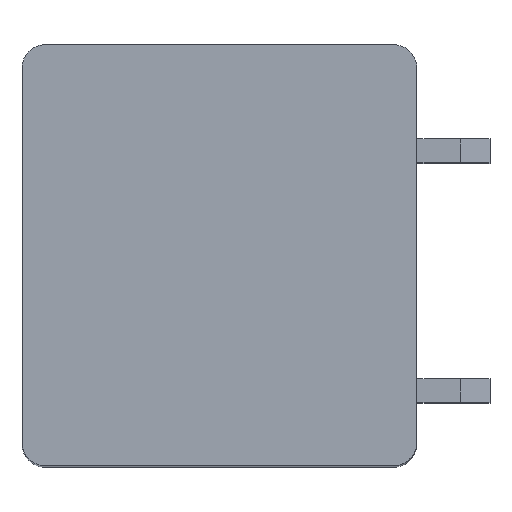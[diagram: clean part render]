
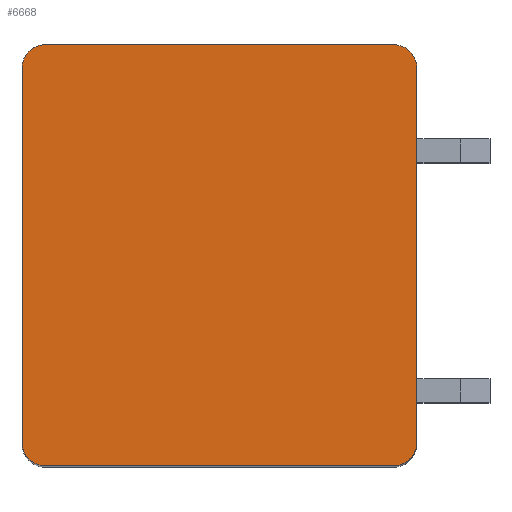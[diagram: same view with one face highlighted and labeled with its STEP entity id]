
A CAD part, top view. The second image highlights one B-rep face of the part: STEP entity #6668.
In plain terms, the highlighted planar face has unit normal (0, 0, 1).
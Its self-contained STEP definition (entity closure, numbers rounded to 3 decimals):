
#753=CARTESIAN_POINT('',(-5.95,6.4,1.75));
#754=DIRECTION('',(0.,0.,1.));
#755=DIRECTION('',(0.,1.,0.));
#756=AXIS2_PLACEMENT_3D('',#753,#754,#755);
#758=DIRECTION('',(-1.,0.,0.));
#759=VECTOR('',#758,11.9);
#760=CARTESIAN_POINT('',(5.95,7.2,1.75));
#761=LINE('',#760,#759);
#762=CARTESIAN_POINT('',(5.95,6.4,1.75));
#763=DIRECTION('',(0.,0.,1.));
#764=DIRECTION('',(1.,0.,0.));
#765=AXIS2_PLACEMENT_3D('',#762,#763,#764);
#767=DIRECTION('',(0.,1.,0.));
#768=VECTOR('',#767,12.8);
#769=CARTESIAN_POINT('',(6.75,-6.4,1.75));
#770=LINE('',#769,#768);
#771=CARTESIAN_POINT('',(5.95,-6.4,1.75));
#772=DIRECTION('',(0.,0.,1.));
#773=DIRECTION('',(0.,-1.,0.));
#774=AXIS2_PLACEMENT_3D('',#771,#772,#773);
#776=DIRECTION('',(1.,0.,0.));
#777=VECTOR('',#776,11.9);
#778=CARTESIAN_POINT('',(-5.95,-7.2,1.75));
#779=LINE('',#778,#777);
#780=CARTESIAN_POINT('',(-5.95,-6.4,1.75));
#781=DIRECTION('',(0.,0.,1.));
#782=DIRECTION('',(-1.,0.,0.));
#783=AXIS2_PLACEMENT_3D('',#780,#781,#782);
#785=DIRECTION('',(0.,-1.,0.));
#786=VECTOR('',#785,12.8);
#787=CARTESIAN_POINT('',(-6.75,6.4,1.75));
#788=LINE('',#787,#786);
#4968=CARTESIAN_POINT('',(-5.95,7.2,1.75));
#4969=VERTEX_POINT('',#4968);
#4970=CARTESIAN_POINT('',(-6.75,6.4,1.75));
#4971=VERTEX_POINT('',#4970);
#4976=CARTESIAN_POINT('',(6.75,6.4,1.75));
#4977=VERTEX_POINT('',#4976);
#4978=CARTESIAN_POINT('',(5.95,7.2,1.75));
#4979=VERTEX_POINT('',#4978);
#4984=CARTESIAN_POINT('',(-6.75,-6.4,1.75));
#4985=VERTEX_POINT('',#4984);
#4986=CARTESIAN_POINT('',(-5.95,-7.2,1.75));
#4987=VERTEX_POINT('',#4986);
#4992=CARTESIAN_POINT('',(5.95,-7.2,1.75));
#4993=VERTEX_POINT('',#4992);
#4994=CARTESIAN_POINT('',(6.75,-6.4,1.75));
#4995=VERTEX_POINT('',#4994);
#6653=CARTESIAN_POINT('',(0.,0.,1.75));
#6654=DIRECTION('',(0.,0.,1.));
#6655=DIRECTION('',(1.,0.,0.));
#6656=AXIS2_PLACEMENT_3D('',#6653,#6654,#6655);
#6657=PLANE('',#6656);
#6658=ORIENTED_EDGE('',*,*,#6165,.F.);
#6659=ORIENTED_EDGE('',*,*,#6181,.F.);
#6660=ORIENTED_EDGE('',*,*,#6418,.F.);
#6661=ORIENTED_EDGE('',*,*,#6433,.F.);
#6662=ORIENTED_EDGE('',*,*,#6606,.F.);
#6663=ORIENTED_EDGE('',*,*,#6619,.F.);
#6664=ORIENTED_EDGE('',*,*,#6634,.F.);
#6665=ORIENTED_EDGE('',*,*,#6646,.F.);
#6666=EDGE_LOOP('',(#6658,#6659,#6660,#6661,#6662,#6663,#6664,#6665));
#6667=FACE_OUTER_BOUND('',#6666,.F.);
#757=CIRCLE('',#756,0.8);
#766=CIRCLE('',#765,0.8);
#775=CIRCLE('',#774,0.8);
#784=CIRCLE('',#783,0.8);
#6165=EDGE_CURVE('',#4969,#4971,#757,.T.);
#6181=EDGE_CURVE('',#4979,#4969,#761,.T.);
#6418=EDGE_CURVE('',#4977,#4979,#766,.T.);
#6433=EDGE_CURVE('',#4995,#4977,#770,.T.);
#6606=EDGE_CURVE('',#4993,#4995,#775,.T.);
#6619=EDGE_CURVE('',#4987,#4993,#779,.T.);
#6634=EDGE_CURVE('',#4985,#4987,#784,.T.);
#6646=EDGE_CURVE('',#4971,#4985,#788,.T.);
#6668=ADVANCED_FACE('',(#6667),#6657,.T.);
